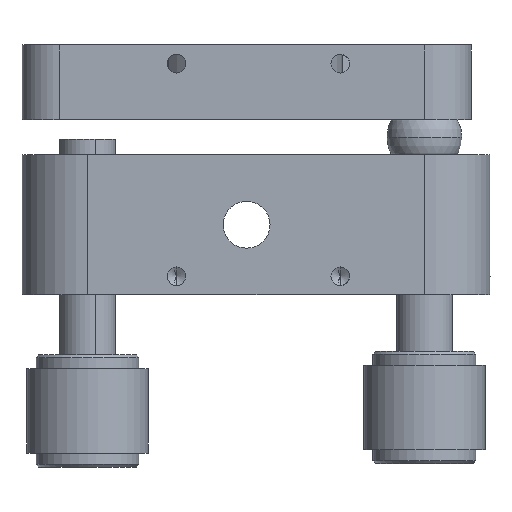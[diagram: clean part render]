
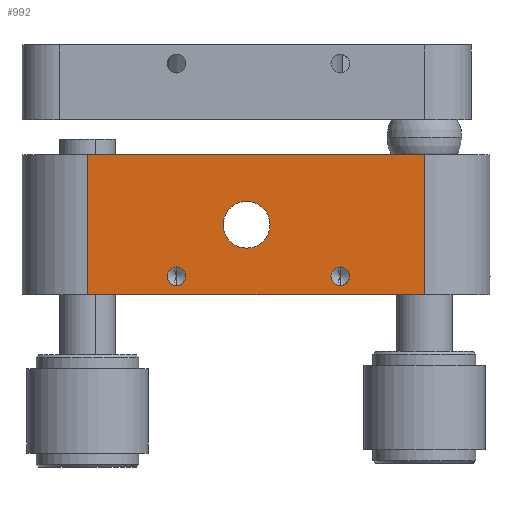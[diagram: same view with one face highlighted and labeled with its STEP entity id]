
A CAD part, front view. The second image highlights one B-rep face of the part: STEP entity #992.
In plain terms, the highlighted planar face has unit normal (0, -1, 0).
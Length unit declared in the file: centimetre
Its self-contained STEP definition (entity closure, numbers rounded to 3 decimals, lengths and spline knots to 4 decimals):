
#506 = DIRECTION ( 'NONE',  ( 0., 0., -1. ) ) ;
#515 = DIRECTION ( 'NONE',  ( 0., -1., 0. ) ) ;
#538 = CARTESIAN_POINT ( 'NONE',  ( -0.75, 0., -0.55 ) ) ;
#636 = VERTEX_POINT ( 'NONE', #3869 ) ;
#643 = VERTEX_POINT ( 'NONE', #3885 ) ;
#645 = VERTEX_POINT ( 'NONE', #3886 ) ;
#662 = VERTEX_POINT ( 'NONE', #3922 ) ;
#663 = VERTEX_POINT ( 'NONE', #3921 ) ;
#921 = EDGE_CURVE ( 'NONE', #5305, #5306, #2579, .T. ) ;
#940 = EDGE_CURVE ( 'NONE', #645, #643, #4671, .T. ) ;
#992 = ADVANCED_FACE ( 'NONE', ( #5760, #5874, #5900, #5873 ), #5070, .F. ) ;
#1040 = EDGE_CURVE ( 'NONE', #643, #645, #4655, .T. ) ;
#1095 = EDGE_CURVE ( 'NONE', #4770, #4756, #4443, .T. ) ;
#1517 = EDGE_CURVE ( 'NONE', #662, #663, #2397, .T. ) ;
#1577 = EDGE_CURVE ( 'NONE', #4774, #636, #4513, .T. ) ;
#1622 = EDGE_CURVE ( 'NONE', #636, #4774, #4516, .T. ) ;
#1624 = EDGE_CURVE ( 'NONE', #663, #5306, #6166, .T. ) ;
#1625 = EDGE_CURVE ( 'NONE', #662, #5305, #6169, .T. ) ;
#1631 = EDGE_CURVE ( 'NONE', #4756, #4770, #4520, .T. ) ;
#2397 = LINE ( 'NONE', #2398, #3458 ) ;
#2398 = CARTESIAN_POINT ( 'NONE',  ( -1.7, 0., 0.75 ) ) ;
#2399 = DIRECTION ( 'NONE',  ( 0., 0., -1. ) ) ;
#2577 = DIRECTION ( 'NONE',  ( 0., 0., -1. ) ) ;
#2578 = CARTESIAN_POINT ( 'NONE',  ( 1.9, 0., 0.75 ) ) ;
#2579 = LINE ( 'NONE', #2578, #5637 ) ;
#2779 = EDGE_LOOP ( 'NONE', ( #6606, #6654 ) ) ;
#3403 = AXIS2_PLACEMENT_3D ( 'NONE', #5993, #5997, #5998 ) ;
#3458 = VECTOR ( 'NONE', #2399, 100. ) ;
#3665 = DIRECTION ( 'NONE',  ( 0., 0., -1. ) ) ;
#3668 = CARTESIAN_POINT ( 'NONE',  ( 1., 0., -0.55 ) ) ;
#3669 = DIRECTION ( 'NONE',  ( 0., -1., 0. ) ) ;
#3707 = EDGE_LOOP ( 'NONE', ( #6541, #6659 ) ) ;
#3724 = EDGE_LOOP ( 'NONE', ( #6544, #6662, #6638, #6733 ) ) ;
#3777 = EDGE_LOOP ( 'NONE', ( #6673, #6576 ) ) ;
#3869 = CARTESIAN_POINT ( 'NONE',  ( 0., 0., 0.25 ) ) ;
#3885 = CARTESIAN_POINT ( 'NONE',  ( 1., 0., -0.45 ) ) ;
#3886 = CARTESIAN_POINT ( 'NONE',  ( 1., 0., -0.65 ) ) ;
#3921 = CARTESIAN_POINT ( 'NONE',  ( -1.7, 0., -0.75 ) ) ;
#3922 = CARTESIAN_POINT ( 'NONE',  ( -1.7, 0., 0.75 ) ) ;
#4070 = AXIS2_PLACEMENT_3D ( 'NONE', #538, #515, #506 ) ;
#4332 = AXIS2_PLACEMENT_3D ( 'NONE', #6159, #6160, #6161 ) ;
#4443 = CIRCLE ( 'NONE', #4070, 0.1 ) ;
#4513 = CIRCLE ( 'NONE', #3403, 0.25 ) ;
#4516 = CIRCLE ( 'NONE', #4332, 0.25 ) ;
#4520 = CIRCLE ( 'NONE', #5362, 0.1 ) ;
#4655 = CIRCLE ( 'NONE', #5892, 0.1 ) ;
#4671 = CIRCLE ( 'NONE', #5714, 0.1 ) ;
#4756 = VERTEX_POINT ( 'NONE', #6380 ) ;
#4770 = VERTEX_POINT ( 'NONE', #6394 ) ;
#4774 = VERTEX_POINT ( 'NONE', #6398 ) ;
#4793 = DIRECTION ( 'NONE',  ( 0., -1., 0. ) ) ;
#4907 = DIRECTION ( 'NONE',  ( 0., 0., -1. ) ) ;
#4984 = DIRECTION ( 'NONE',  ( 0., 1., 0. ) ) ;
#5032 = CARTESIAN_POINT ( 'NONE',  ( 1., 0., -0.55 ) ) ;
#5043 = DIRECTION ( 'NONE',  ( 0., 0., 1. ) ) ;
#5069 = CARTESIAN_POINT ( 'NONE',  ( 0.9489, 0., 0.75 ) ) ;
#5070 = PLANE ( 'NONE',  #5763 ) ;
#5305 = VERTEX_POINT ( 'NONE', #6480 ) ;
#5306 = VERTEX_POINT ( 'NONE', #6481 ) ;
#5359 = VECTOR ( 'NONE', #6171, 100. ) ;
#5360 = VECTOR ( 'NONE', #6168, 100. ) ;
#5362 = AXIS2_PLACEMENT_3D ( 'NONE', #6186, #6187, #6188 ) ;
#5637 = VECTOR ( 'NONE', #2577, 100. ) ;
#5714 = AXIS2_PLACEMENT_3D ( 'NONE', #3668, #3669, #3665 ) ;
#5760 = FACE_BOUND ( 'NONE', #2779, .T. ) ;
#5763 = AXIS2_PLACEMENT_3D ( 'NONE', #5069, #4984, #5043 ) ;
#5873 = FACE_OUTER_BOUND ( 'NONE', #3724, .T. ) ;
#5874 = FACE_BOUND ( 'NONE', #3777, .T. ) ;
#5892 = AXIS2_PLACEMENT_3D ( 'NONE', #5032, #4793, #4907 ) ;
#5900 = FACE_BOUND ( 'NONE', #3707, .T. ) ;
#5993 = CARTESIAN_POINT ( 'NONE',  ( 0., 0., 0. ) ) ;
#5997 = DIRECTION ( 'NONE',  ( 0., 1., 0. ) ) ;
#5998 = DIRECTION ( 'NONE',  ( 0., 0., 1. ) ) ;
#6159 = CARTESIAN_POINT ( 'NONE',  ( 0., 0., 0. ) ) ;
#6160 = DIRECTION ( 'NONE',  ( 0., 1., 0. ) ) ;
#6161 = DIRECTION ( 'NONE',  ( 0., 0., 1. ) ) ;
#6166 = LINE ( 'NONE', #6167, #5360 ) ;
#6167 = CARTESIAN_POINT ( 'NONE',  ( 0.9489, 0., -0.75 ) ) ;
#6168 = DIRECTION ( 'NONE',  ( 1., 0., 0. ) ) ;
#6169 = LINE ( 'NONE', #6170, #5359 ) ;
#6170 = CARTESIAN_POINT ( 'NONE',  ( 0.9489, 0., 0.75 ) ) ;
#6171 = DIRECTION ( 'NONE',  ( 1., 0., 0. ) ) ;
#6186 = CARTESIAN_POINT ( 'NONE',  ( -0.75, 0., -0.55 ) ) ;
#6187 = DIRECTION ( 'NONE',  ( 0., -1., 0. ) ) ;
#6188 = DIRECTION ( 'NONE',  ( 0., 0., -1. ) ) ;
#6380 = CARTESIAN_POINT ( 'NONE',  ( -0.75, 0., -0.65 ) ) ;
#6394 = CARTESIAN_POINT ( 'NONE',  ( -0.75, 0., -0.45 ) ) ;
#6398 = CARTESIAN_POINT ( 'NONE',  ( 0., 0., -0.25 ) ) ;
#6480 = CARTESIAN_POINT ( 'NONE',  ( 1.9, 0., 0.75 ) ) ;
#6481 = CARTESIAN_POINT ( 'NONE',  ( 1.9, 0., -0.75 ) ) ;
#6541 = ORIENTED_EDGE ( 'NONE', *, *, #940, .F. ) ;
#6544 = ORIENTED_EDGE ( 'NONE', *, *, #1624, .T. ) ;
#6576 = ORIENTED_EDGE ( 'NONE', *, *, #1095, .F. ) ;
#6606 = ORIENTED_EDGE ( 'NONE', *, *, #1622, .T. ) ;
#6638 = ORIENTED_EDGE ( 'NONE', *, *, #1625, .F. ) ;
#6654 = ORIENTED_EDGE ( 'NONE', *, *, #1577, .T. ) ;
#6659 = ORIENTED_EDGE ( 'NONE', *, *, #1040, .F. ) ;
#6662 = ORIENTED_EDGE ( 'NONE', *, *, #921, .F. ) ;
#6673 = ORIENTED_EDGE ( 'NONE', *, *, #1631, .F. ) ;
#6733 = ORIENTED_EDGE ( 'NONE', *, *, #1517, .T. ) ;
